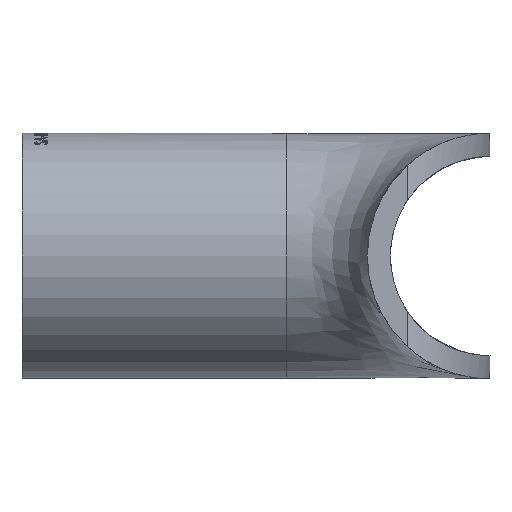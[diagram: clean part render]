
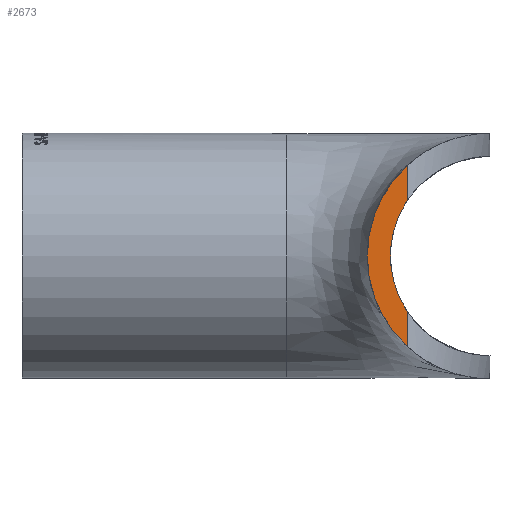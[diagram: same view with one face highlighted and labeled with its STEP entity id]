
A CAD part, left-side view. The second image highlights one B-rep face of the part: STEP entity #2673.
In plain terms, the highlighted planar face has unit normal (-1, 0, 0).
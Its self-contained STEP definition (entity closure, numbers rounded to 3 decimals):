
#140 = DIRECTION ( 'NONE',  ( 0., 0., -1. ) ) ;
#615 = LINE ( 'NONE', #10448, #14537 ) ;
#727 = ORIENTED_EDGE ( 'NONE', *, *, #10301, .T. ) ;
#969 = AXIS2_PLACEMENT_3D ( 'NONE', #12827, #7191, #140 ) ;
#1651 = VERTEX_POINT ( 'NONE', #8549 ) ;
#1797 = EDGE_CURVE ( 'NONE', #1651, #14177, #615, .T. ) ;
#1900 = DIRECTION ( 'NONE',  ( 0., 0., -1. ) ) ;
#2673 = ADVANCED_FACE ( 'NONE', ( #15045 ), #11010, .F. ) ;
#2708 = CIRCLE ( 'NONE', #10740, 10.65 ) ;
#3296 = CARTESIAN_POINT ( 'NONE',  ( -17.5, 0., 0. ) ) ;
#3832 = DIRECTION ( 'NONE',  ( 0., 0., 1. ) ) ;
#4401 = ORIENTED_EDGE ( 'NONE', *, *, #6319, .F. ) ;
#5202 = AXIS2_PLACEMENT_3D ( 'NONE', #7357, #13265, #1900 ) ;
#5801 = ORIENTED_EDGE ( 'NONE', *, *, #1797, .T. ) ;
#6256 = CARTESIAN_POINT ( 'NONE',  ( -17.5, 7.196, -7.851 ) ) ;
#6319 = EDGE_CURVE ( 'NONE', #8711, #14177, #2708, .T. ) ;
#7134 = EDGE_CURVE ( 'NONE', #8711, #9391, #11094, .T. ) ;
#7191 = DIRECTION ( 'NONE',  ( 1., 0., 0. ) ) ;
#7357 = CARTESIAN_POINT ( 'NONE',  ( -17.5, 0., 0. ) ) ;
#7818 = VECTOR ( 'NONE', #3832, 1000. ) ;
#8549 = CARTESIAN_POINT ( 'NONE',  ( -17.5, 7.196, 4.8 ) ) ;
#8711 = VERTEX_POINT ( 'NONE', #6256 ) ;
#9391 = VERTEX_POINT ( 'NONE', #13627 ) ;
#10141 = DIRECTION ( 'NONE',  ( 1., 0., 0. ) ) ;
#10301 = EDGE_CURVE ( 'NONE', #9391, #1651, #12138, .T. ) ;
#10448 = CARTESIAN_POINT ( 'NONE',  ( -17.5, 7.196, 10.906 ) ) ;
#10460 = EDGE_LOOP ( 'NONE', ( #14309, #727, #5801, #4401 ) ) ;
#10740 = AXIS2_PLACEMENT_3D ( 'NONE', #3296, #10141, #12406 ) ;
#10825 = CARTESIAN_POINT ( 'NONE',  ( -17.5, 7.196, 10.906 ) ) ;
#11010 = PLANE ( 'NONE',  #5202 ) ;
#11094 = LINE ( 'NONE', #10825, #7818 ) ;
#12138 = CIRCLE ( 'NONE', #969, 8.65 ) ;
#12406 = DIRECTION ( 'NONE',  ( 0., 0., -1. ) ) ;
#12812 = DIRECTION ( 'NONE',  ( 0., 0., 1. ) ) ;
#12827 = CARTESIAN_POINT ( 'NONE',  ( -17.5, 0., 0. ) ) ;
#13265 = DIRECTION ( 'NONE',  ( 1., 0., 0. ) ) ;
#13627 = CARTESIAN_POINT ( 'NONE',  ( -17.5, 7.196, -4.8 ) ) ;
#14177 = VERTEX_POINT ( 'NONE', #14572 ) ;
#14309 = ORIENTED_EDGE ( 'NONE', *, *, #7134, .T. ) ;
#14537 = VECTOR ( 'NONE', #12812, 1000. ) ;
#14572 = CARTESIAN_POINT ( 'NONE',  ( -17.5, 7.196, 7.851 ) ) ;
#15045 = FACE_OUTER_BOUND ( 'NONE', #10460, .T. ) ;
